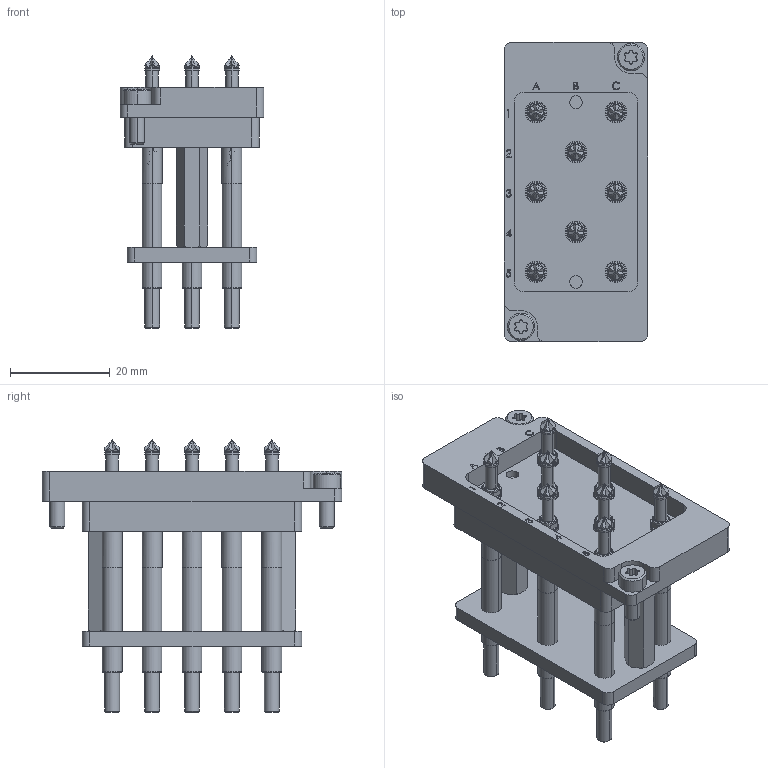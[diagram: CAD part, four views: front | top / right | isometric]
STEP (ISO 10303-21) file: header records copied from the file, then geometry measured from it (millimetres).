
FILE_DESCRIPTION (( 'STEP AP214' ), '1' );
FILE_NAME ('INGUN_35549.STEP', '2023-01-13T10:30:49', ( '' ), ( '' ), 'SwSTEP 2.0', 'SolidWorks 2021', '' );
FILE_SCHEMA (( 'AUTOMOTIVE_DESIGN' ));
Length unit declared in the file: millimetre
Products named in the file (10): DIN912~n_M03,0x008; 35924~1_S; SKB-IA~skia_M3,0x20 St; INFO_4642~0_SBP-T_Kontaktierung-Seite<S>; 35550~4_S; DIN7991~n_M03,0x008 VA; INGUN_35549; KS-150-Master__ADA~ks_KS-150 M3 M3-R; HSS-150-0025__ADA~hss_S; 35550~4
Assembly tree (26 placements, depth 3):
  INGUN_35549
    35550~4_S
      35550~4
      INFO_4642~0_SBP-T_Kontaktierung-Seite<S>
    35924~1_S
    SKB-IA~skia_M3,0x20 St  x2
    DIN912~n_M03,0x008  x2
    DIN7991~n_M03,0x008 VA  x2
    KS-150-Master__ADA~ks_KS-150 M3 M3-R  x8
    HSS-150-0025__ADA~hss_S  x8
Bounding box: 28.7 x 60 x 54.5 mm (x, y, z)
Volume: 23234.3 mm3; surface area: 19431.9 mm2
Topology: 48 solids, 48 shells, 3254 faces, 8070 edges, 4986 vertices
Faces by surface type: plane 1958, cylinder 794, bspline 238, cone 168, torus 96
Entity records: 23554 total; most frequent: CARTESIAN_POINT 6984, ORIENTED_EDGE 3328, DIRECTION 3266, EDGE_CURVE 1664, AXIS2_PLACEMENT_3D 1205, VERTEX_POINT 1056, LINE 856, VECTOR 856
